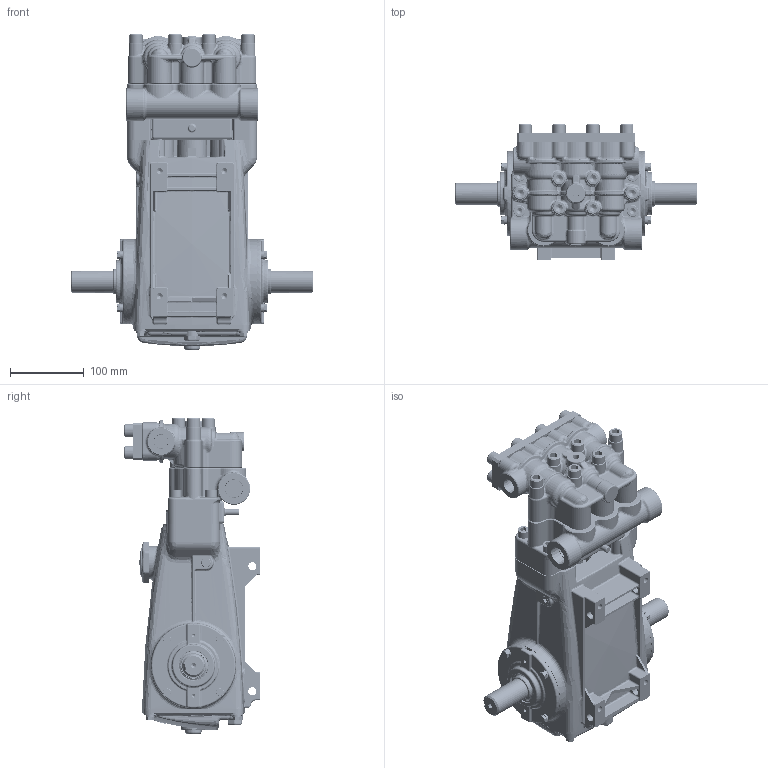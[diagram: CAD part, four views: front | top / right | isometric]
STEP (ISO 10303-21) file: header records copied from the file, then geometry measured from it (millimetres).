
FILE_DESCRIPTION (( 'STEP AP203' ), '1' );
FILE_NAME ('1560.STEP', '2010-03-10T18:19:25', ( 'Eric Peterson' ), ( 'DDC' ), 'SwSTEP 2.0', 'SolidWorks 2009', '' );
FILE_SCHEMA (( 'CONFIG_CONTROL_DESIGN' ));
Products named in the file (1): 1560
Bounding box: 330 x 184 x 429.5 mm (x, y, z)
Volume: 3829797 mm3; surface area: 1004651.7 mm2
Topology: 68 solids, 77 shells, 5144 faces, 12255 edges, 7139 vertices
Faces by surface type: cylinder 1467, plane 1170, bspline 1010, cone 663, torus 595, sphere 239
Entity records: 195736 total; most frequent: CARTESIAN_POINT 85045, ORIENTED_EDGE 23804, DIRECTION 22494, EDGE_CURVE 11902, AXIS2_PLACEMENT_3D 9462, VERTEX_POINT 7093, EDGE_LOOP 5545, CIRCLE 5328
